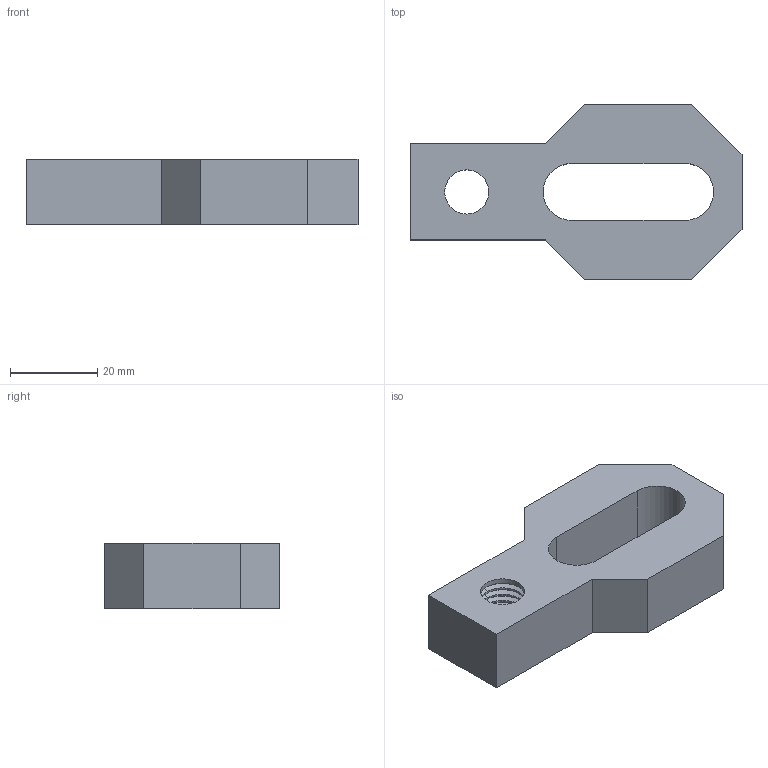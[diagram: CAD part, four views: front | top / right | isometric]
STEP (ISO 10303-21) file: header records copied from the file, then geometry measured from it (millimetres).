
FILE_DESCRIPTION(('STEP AP214'),'1');
FILE_NAME(' ',' ',('TraceParts'),('TraceParts S.A.'),'XStep 1.0',' ',' ');
FILE_SCHEMA(('automotive_design'));
Length unit declared in the file: millimetre
Products named in the file (1): 1
Bounding box: 76 x 40 x 15 mm (x, y, z)
Volume: 25566.8 mm3; surface area: 8778.8 mm2
Topology: 1 solids, 1 shells, 98 faces, 240 edges, 144 vertices
Faces by surface type: torus 32, cone 32, cylinder 20, plane 14
Entity records: 5648 total; most frequent: DIRECTION 590, STYLED_ITEM 483, PRESENTATION_STYLE_ASSIGNMENT 483, CARTESIAN_POINT 483, COLOUR_RGB 483, ORIENTED_EDGE 480, AXIS2_PLACEMENT_3D 251, EDGE_CURVE 240
